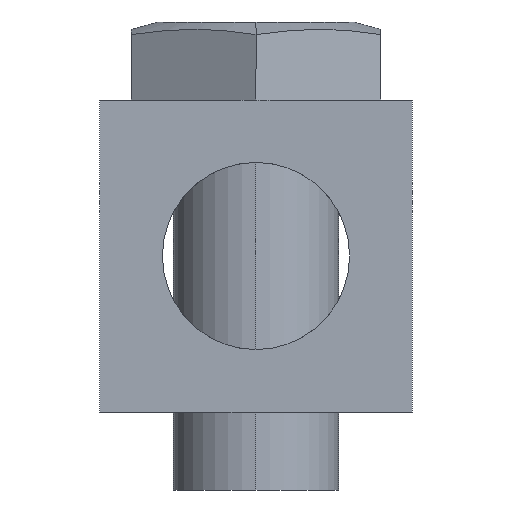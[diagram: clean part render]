
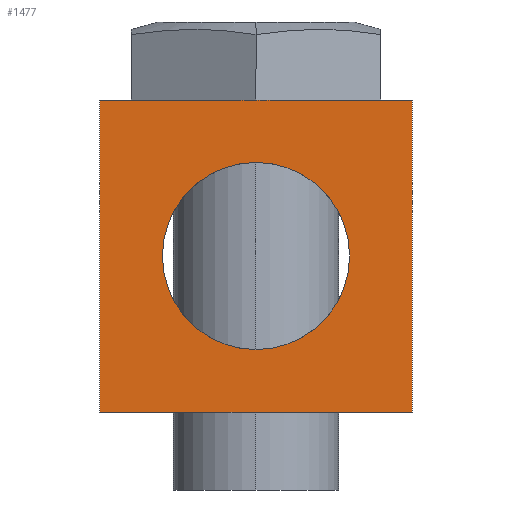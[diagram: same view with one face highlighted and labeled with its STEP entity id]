
A CAD part, left-side view. The second image highlights one B-rep face of the part: STEP entity #1477.
In plain terms, the highlighted planar face has unit normal (-1, 0, 0).
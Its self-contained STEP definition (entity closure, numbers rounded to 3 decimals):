
#222=CARTESIAN_POINT('',(-27.5,0.0,6.0));
#223=VERTEX_POINT('',#222);
#276=CARTESIAN_POINT('',(-27.5,0.,-6.0));
#277=VERTEX_POINT('',#276);
#284=CARTESIAN_POINT('',(-27.5,0.0,0.0));
#285=DIRECTION('',(1.0,0.0,0.0));
#286=DIRECTION('',(0.0,0.0,1.0));
#287=AXIS2_PLACEMENT_3D('',#284,#285,#286);
#288=CIRCLE('',#287,6.0);
#289=EDGE_CURVE('',#223,#277,#288,.T.);
#1316=CARTESIAN_POINT('',(-27.5,0.0,0.0));
#1317=DIRECTION('',(1.0,0.0,0.0));
#1318=DIRECTION('',(0.0,0.0,1.0));
#1319=AXIS2_PLACEMENT_3D('',#1316,#1317,#1318);
#1320=CIRCLE('',#1319,6.0);
#1321=EDGE_CURVE('',#277,#223,#1320,.T.);
#1351=CARTESIAN_POINT('',(-27.5,10.,10.0));
#1352=VERTEX_POINT('',#1351);
#1369=CARTESIAN_POINT('',(-27.5,10.,-10.0));
#1370=VERTEX_POINT('',#1369);
#1377=CARTESIAN_POINT('',(-27.5,10.,-10.0));
#1378=DIRECTION('',(0.0,0.0,1.0));
#1379=VECTOR('',#1378,20.0);
#1380=LINE('',#1377,#1379);
#1381=EDGE_CURVE('',#1370,#1352,#1380,.T.);
#1426=CARTESIAN_POINT('',(-27.5,-10.0,10.0));
#1427=VERTEX_POINT('',#1426);
#1434=CARTESIAN_POINT('',(-27.5,-10.0,-10.0));
#1435=VERTEX_POINT('',#1434);
#1436=CARTESIAN_POINT('',(-27.5,-10.0,-10.0));
#1437=DIRECTION('',(0.0,0.0,1.0));
#1438=VECTOR('',#1437,20.0);
#1439=LINE('',#1436,#1438);
#1440=EDGE_CURVE('',#1435,#1427,#1439,.T.);
#1452=CARTESIAN_POINT('',(-27.5,-10.0,-10.0));
#1453=DIRECTION('',(-1.0,0.0,0.0));
#1454=DIRECTION('',(0.0,0.0,1.0));
#1455=AXIS2_PLACEMENT_3D('',#1452,#1453,#1454);
#1456=PLANE('',#1455);
#1457=CARTESIAN_POINT('',(-27.5,-10.0,10.0));
#1458=DIRECTION('',(0.0,1.0,0.0));
#1459=VECTOR('',#1458,20.);
#1460=LINE('',#1457,#1459);
#1461=EDGE_CURVE('',#1427,#1352,#1460,.T.);
#1462=ORIENTED_EDGE('',*,*,#1461,.T.);
#1463=ORIENTED_EDGE('',*,*,#1381,.F.);
#1464=CARTESIAN_POINT('',(-27.5,10.,-10.0));
#1465=DIRECTION('',(0.0,-1.0,0.0));
#1466=VECTOR('',#1465,20.);
#1467=LINE('',#1464,#1466);
#1468=EDGE_CURVE('',#1370,#1435,#1467,.T.);
#1469=ORIENTED_EDGE('',*,*,#1468,.T.);
#1470=ORIENTED_EDGE('',*,*,#1440,.T.);
#1471=EDGE_LOOP('',(#1462,#1463,#1469,#1470));
#1472=FACE_OUTER_BOUND('',#1471,.T.);
#1473=ORIENTED_EDGE('',*,*,#289,.T.);
#1474=ORIENTED_EDGE('',*,*,#1321,.T.);
#1475=EDGE_LOOP('',(#1473,#1474));
#1476=FACE_BOUND('',#1475,.T.);
#1477=ADVANCED_FACE('',(#1472,#1476),#1456,.T.);
